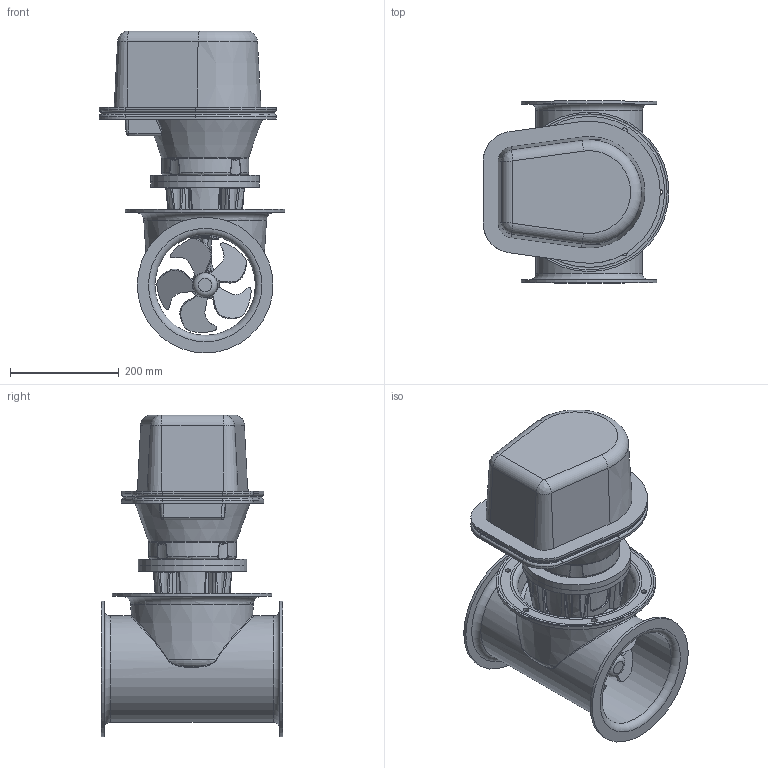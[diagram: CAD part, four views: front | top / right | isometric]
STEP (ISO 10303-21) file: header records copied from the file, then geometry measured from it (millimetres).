
FILE_DESCRIPTION(/* description */ (''),/* implementation_level */ '2;1');
FILE_NAME(/* name */ 'SE80_185 STERN IP.stp',/* time_stamp */ '2016-03-18T12:35:29+01:00',/* author */ ('elvira'),/* organization */ (''),/* preprocessor_version */ 'ST-DEVELOPER v16.1',/* originating_system */ 'Autodesk Inventor 2016',/* authorisation */ '');
FILE_SCHEMA (('AUTOMOTIVE_DESIGN { 1 0 10303 214 3 1 1 }'));
Products named in the file (1): SE80-185 STERN IP
Bounding box: 342.51 x 335 x 593.24 mm (x, y, z)
Volume: 15142826.8 mm3; surface area: 1157082.8 mm2
Topology: 2 solids, 2 shells, 657 faces, 1681 edges, 1041 vertices
Faces by surface type: bspline 318, plane 187, cylinder 71, torus 45, cone 34, sphere 2
Full cylindrical faces by diameter (mm): 8.7 x2, 10.5 x6, 32 x1, 33 x1, 44.7 x2, 52 x2, 160.767 x1, 185 x1, 196 x1, 200 x2, 250 x2, 294 x1
Entity records: 43586 total; most frequent: CARTESIAN_POINT 29420, ORIENTED_EDGE 3182, DIRECTION 2001, EDGE_CURVE 1591, VERTEX_POINT 1015, AXIS2_PLACEMENT_3D 774, EDGE_LOOP 754, B_SPLINE_CURVE_WITH_KNOTS 692
